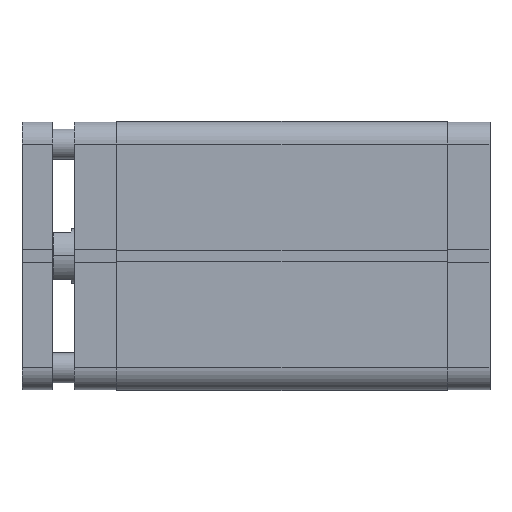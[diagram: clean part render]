
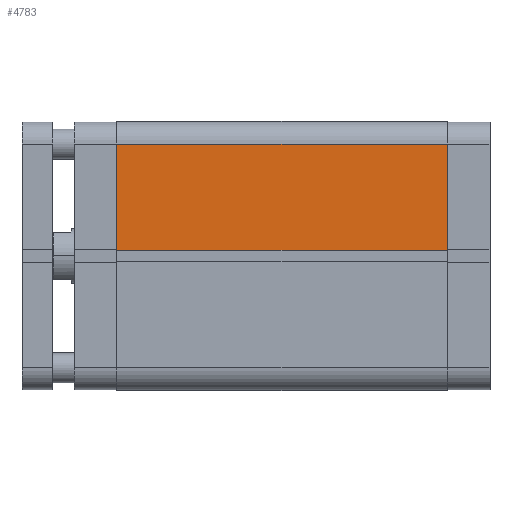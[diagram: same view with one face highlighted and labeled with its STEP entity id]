
A CAD part, top view. The second image highlights one B-rep face of the part: STEP entity #4783.
In plain terms, the highlighted face is planar.
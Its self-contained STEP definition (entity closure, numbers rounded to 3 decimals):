
#2050 = PLANE ( 'NONE',  #2791 ) ;
#2053 = CARTESIAN_POINT ( 'NONE',  ( -51.5, 62., -152.5 ) ) ;
#2059 = DIRECTION ( 'NONE',  ( 0., 1., 0. ) ) ;
#2060 = DIRECTION ( 'NONE',  ( 0., 0., 1. ) ) ;
#2146 = CARTESIAN_POINT ( 'NONE',  ( -51.5, 62., 0. ) ) ;
#2149 = CARTESIAN_POINT ( 'NONE',  ( -2.6, 62., 0. ) ) ;
#2157 = CARTESIAN_POINT ( 'NONE',  ( -51.5, 62., -152.5 ) ) ;
#2343 = CARTESIAN_POINT ( 'NONE',  ( -2.6, 62., -152.5 ) ) ;
#2587 = FACE_OUTER_BOUND ( 'NONE', #8092, .T. ) ;
#2791 = AXIS2_PLACEMENT_3D ( 'NONE', #2053, #2059, #2060 ) ;
#2845 = DIRECTION ( 'NONE',  ( 0., 0., 1. ) ) ;
#2855 = DIRECTION ( 'NONE',  ( -1., 0., 0. ) ) ;
#2863 = DIRECTION ( 'NONE',  ( 0., 0., 1. ) ) ;
#2869 = CARTESIAN_POINT ( 'NONE',  ( -51.5, 62., 0. ) ) ;
#2880 = DIRECTION ( 'NONE',  ( -1., 0., 0. ) ) ;
#2990 = CARTESIAN_POINT ( 'NONE',  ( -51.5, 62., -152.5 ) ) ;
#3210 = CARTESIAN_POINT ( 'NONE',  ( -2.6, 62., -152.5 ) ) ;
#3631 = EDGE_CURVE ( 'NONE', #8390, #8178, #5934, .T. ) ;
#3636 = EDGE_CURVE ( 'NONE', #8178, #8167, #5948, .T. ) ;
#3640 = EDGE_CURVE ( 'NONE', #8390, #8170, #5954, .T. ) ;
#3641 = EDGE_CURVE ( 'NONE', #8170, #8167, #5962, .T. ) ;
#4783 = ADVANCED_FACE ( 'NONE', ( #2587 ), #2050, .T. ) ;
#5458 = ORIENTED_EDGE ( 'NONE', *, *, #3636, .T. ) ;
#5459 = ORIENTED_EDGE ( 'NONE', *, *, #3631, .T. ) ;
#5460 = ORIENTED_EDGE ( 'NONE', *, *, #3640, .F. ) ;
#5461 = ORIENTED_EDGE ( 'NONE', *, *, #3641, .F. ) ;
#5934 = LINE ( 'NONE', #8049, #5944 ) ;
#5944 = VECTOR ( 'NONE', #2880, 1000. ) ;
#5948 = LINE ( 'NONE', #2990, #5953 ) ;
#5953 = VECTOR ( 'NONE', #2845, 1000. ) ;
#5954 = LINE ( 'NONE', #3210, #5960 ) ;
#5960 = VECTOR ( 'NONE', #2863, 1000. ) ;
#5962 = LINE ( 'NONE', #2869, #5963 ) ;
#5963 = VECTOR ( 'NONE', #2855, 1000. ) ;
#8049 = CARTESIAN_POINT ( 'NONE',  ( -51.5, 62., -152.5 ) ) ;
#8092 = EDGE_LOOP ( 'NONE', ( #5461, #5460, #5459, #5458 ) ) ;
#8167 = VERTEX_POINT ( 'NONE', #2146 ) ;
#8170 = VERTEX_POINT ( 'NONE', #2149 ) ;
#8178 = VERTEX_POINT ( 'NONE', #2157 ) ;
#8390 = VERTEX_POINT ( 'NONE', #2343 ) ;
